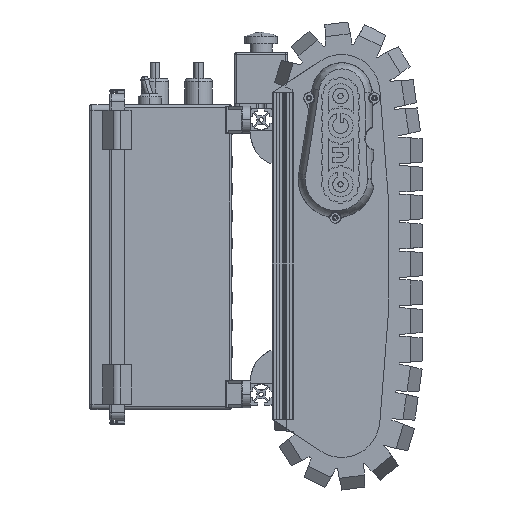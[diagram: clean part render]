
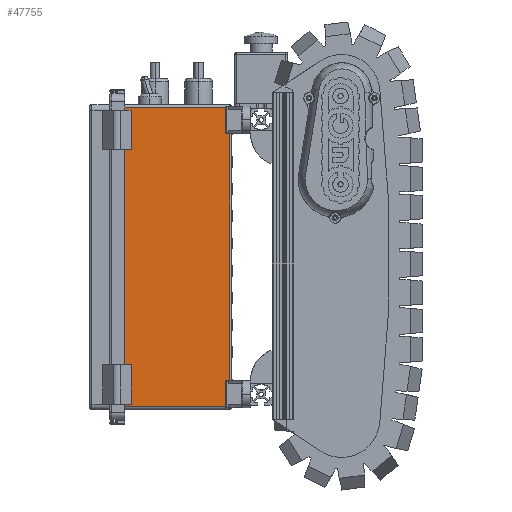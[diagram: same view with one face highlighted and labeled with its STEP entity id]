
A CAD part, left-side view. The second image highlights one B-rep face of the part: STEP entity #47755.
In plain terms, the highlighted face is planar.
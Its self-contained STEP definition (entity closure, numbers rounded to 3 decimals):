
#478 = VERTEX_POINT ( 'NONE', #30468 ) ;
#621 = CARTESIAN_POINT ( 'NONE',  ( 10., -12.5, -190. ) ) ;
#657 = CARTESIAN_POINT ( 'NONE',  ( 249., -6.5, -190. ) ) ;
#1056 = VERTEX_POINT ( 'NONE', #14336 ) ;
#1175 = LINE ( 'NONE', #19466, #16539 ) ;
#2525 = VERTEX_POINT ( 'NONE', #61276 ) ;
#4310 = LINE ( 'NONE', #23871, #6459 ) ;
#4543 = CARTESIAN_POINT ( 'NONE',  ( 51., -12.5, -190. ) ) ;
#4774 = CARTESIAN_POINT ( 'NONE',  ( 13., -6.5, -190. ) ) ;
#5204 = CARTESIAN_POINT ( 'NONE',  ( 249., -12.5, -190. ) ) ;
#6459 = VECTOR ( 'NONE', #53059, 1000. ) ;
#6941 = EDGE_CURVE ( 'NONE', #63037, #59276, #25132, .T. ) ;
#7312 = DIRECTION ( 'NONE',  ( 0., 1., 0. ) ) ;
#7538 = LINE ( 'NONE', #17144, #8486 ) ;
#8486 = VECTOR ( 'NONE', #55335, 1000. ) ;
#9322 = CARTESIAN_POINT ( 'NONE',  ( 287., -104.5, -190. ) ) ;
#9503 = VERTEX_POINT ( 'NONE', #5204 ) ;
#9959 = FACE_OUTER_BOUND ( 'NONE', #41281, .T. ) ;
#10111 = ORIENTED_EDGE ( 'NONE', *, *, #51344, .F. ) ;
#10513 = VERTEX_POINT ( 'NONE', #60440 ) ;
#10584 = LINE ( 'NONE', #621, #42612 ) ;
#12062 = LINE ( 'NONE', #55679, #63414 ) ;
#12650 = EDGE_CURVE ( 'NONE', #30007, #63037, #29801, .T. ) ;
#12757 = CARTESIAN_POINT ( 'NONE',  ( 249., -104.5, -190. ) ) ;
#13480 = ORIENTED_EDGE ( 'NONE', *, *, #52629, .T. ) ;
#13531 = CARTESIAN_POINT ( 'NONE',  ( 10., -104.5, -190. ) ) ;
#13547 = ORIENTED_EDGE ( 'NONE', *, *, #44891, .T. ) ;
#13891 = ORIENTED_EDGE ( 'NONE', *, *, #37184, .F. ) ;
#14152 = DIRECTION ( 'NONE',  ( 1., 0., 0. ) ) ;
#14182 = CARTESIAN_POINT ( 'NONE',  ( 15., -6.5, -190. ) ) ;
#14304 = VECTOR ( 'NONE', #41953, 1000. ) ;
#14336 = CARTESIAN_POINT ( 'NONE',  ( 285., -12.5, -190. ) ) ;
#15049 = CARTESIAN_POINT ( 'NONE',  ( 13., -104.5, -190. ) ) ;
#15917 = DIRECTION ( 'NONE',  ( 1., 0., 0. ) ) ;
#16260 = ORIENTED_EDGE ( 'NONE', *, *, #44643, .F. ) ;
#16539 = VECTOR ( 'NONE', #39035, 1000. ) ;
#17144 = CARTESIAN_POINT ( 'NONE',  ( 285., -104.5, -190. ) ) ;
#17426 = VECTOR ( 'NONE', #57087, 1000. ) ;
#19466 = CARTESIAN_POINT ( 'NONE',  ( 10., -12.5, -190. ) ) ;
#20041 = DIRECTION ( 'NONE',  ( 1., 0., 0. ) ) ;
#22300 = ORIENTED_EDGE ( 'NONE', *, *, #31303, .F. ) ;
#23871 = CARTESIAN_POINT ( 'NONE',  ( 51., -104.5, -190. ) ) ;
#24575 = EDGE_CURVE ( 'NONE', #1056, #2525, #7538, .T. ) ;
#24714 = EDGE_CURVE ( 'NONE', #30277, #478, #4310, .T. ) ;
#24871 = LINE ( 'NONE', #57902, #39767 ) ;
#25132 = LINE ( 'NONE', #55270, #43705 ) ;
#27189 = LINE ( 'NONE', #12757, #52123 ) ;
#27537 = ORIENTED_EDGE ( 'NONE', *, *, #24714, .T. ) ;
#28480 = LINE ( 'NONE', #57338, #14304 ) ;
#29801 = LINE ( 'NONE', #15049, #61977 ) ;
#30007 = VERTEX_POINT ( 'NONE', #40196 ) ;
#30277 = VERTEX_POINT ( 'NONE', #4543 ) ;
#30468 = CARTESIAN_POINT ( 'NONE',  ( 51., -6.5, -190. ) ) ;
#31106 = EDGE_CURVE ( 'NONE', #62461, #30007, #47706, .T. ) ;
#31303 = EDGE_CURVE ( 'NONE', #30277, #10513, #1175, .T. ) ;
#33390 = PLANE ( 'NONE',  #60153 ) ;
#34316 = DIRECTION ( 'NONE',  ( 0., 0., 1. ) ) ;
#34606 = DIRECTION ( 'NONE',  ( 0., 1., 0. ) ) ;
#35256 = DIRECTION ( 'NONE',  ( -1., 0., 0. ) ) ;
#35926 = VERTEX_POINT ( 'NONE', #657 ) ;
#37184 = EDGE_CURVE ( 'NONE', #1056, #9503, #10584, .T. ) ;
#38077 = VERTEX_POINT ( 'NONE', #41409 ) ;
#39035 = DIRECTION ( 'NONE',  ( -1., 0., 0. ) ) ;
#39167 = ORIENTED_EDGE ( 'NONE', *, *, #6941, .T. ) ;
#39767 = VECTOR ( 'NONE', #20041, 1000. ) ;
#39946 = EDGE_CURVE ( 'NONE', #478, #35926, #24871, .T. ) ;
#40196 = CARTESIAN_POINT ( 'NONE',  ( 13., -103., -190. ) ) ;
#40562 = ORIENTED_EDGE ( 'NONE', *, *, #31106, .T. ) ;
#41112 = VECTOR ( 'NONE', #57002, 1000. ) ;
#41281 = EDGE_LOOP ( 'NONE', ( #13891, #50608, #13547, #13480, #40562, #43239, #39167, #16260, #22300, #27537, #48386, #10111 ) ) ;
#41409 = CARTESIAN_POINT ( 'NONE',  ( 287., -6.5, -190. ) ) ;
#41953 = DIRECTION ( 'NONE',  ( 0., 1., 0. ) ) ;
#42612 = VECTOR ( 'NONE', #35256, 1000. ) ;
#43223 = CARTESIAN_POINT ( 'NONE',  ( 13., -103., -190. ) ) ;
#43239 = ORIENTED_EDGE ( 'NONE', *, *, #12650, .T. ) ;
#43705 = VECTOR ( 'NONE', #50464, 1000. ) ;
#44643 = EDGE_CURVE ( 'NONE', #10513, #59276, #28480, .T. ) ;
#44891 = EDGE_CURVE ( 'NONE', #2525, #38077, #12062, .T. ) ;
#46024 = CARTESIAN_POINT ( 'NONE',  ( 287., -103., -190. ) ) ;
#47477 = LINE ( 'NONE', #9322, #17426 ) ;
#47706 = LINE ( 'NONE', #43223, #41112 ) ;
#47755 = ADVANCED_FACE ( 'NONE', ( #9959 ), #33390, .F. ) ;
#48386 = ORIENTED_EDGE ( 'NONE', *, *, #39946, .T. ) ;
#50464 = DIRECTION ( 'NONE',  ( 1., 0., 0. ) ) ;
#50608 = ORIENTED_EDGE ( 'NONE', *, *, #24575, .T. ) ;
#51344 = EDGE_CURVE ( 'NONE', #9503, #35926, #27189, .T. ) ;
#52123 = VECTOR ( 'NONE', #7312, 1000. ) ;
#52629 = EDGE_CURVE ( 'NONE', #38077, #62461, #47477, .T. ) ;
#53059 = DIRECTION ( 'NONE',  ( 0., 1., 0. ) ) ;
#55270 = CARTESIAN_POINT ( 'NONE',  ( 10., -6.5, -190. ) ) ;
#55335 = DIRECTION ( 'NONE',  ( 0., 1., 0. ) ) ;
#55679 = CARTESIAN_POINT ( 'NONE',  ( 10., -6.5, -190. ) ) ;
#57002 = DIRECTION ( 'NONE',  ( -1., 0., 0. ) ) ;
#57087 = DIRECTION ( 'NONE',  ( 0., -1., 0. ) ) ;
#57338 = CARTESIAN_POINT ( 'NONE',  ( 15., -104.5, -190. ) ) ;
#57902 = CARTESIAN_POINT ( 'NONE',  ( 10., -6.5, -190. ) ) ;
#59276 = VERTEX_POINT ( 'NONE', #14182 ) ;
#60153 = AXIS2_PLACEMENT_3D ( 'NONE', #13531, #34316, #14152 ) ;
#60440 = CARTESIAN_POINT ( 'NONE',  ( 15., -12.5, -190. ) ) ;
#61276 = CARTESIAN_POINT ( 'NONE',  ( 285., -6.5, -190. ) ) ;
#61977 = VECTOR ( 'NONE', #34606, 1000. ) ;
#62461 = VERTEX_POINT ( 'NONE', #46024 ) ;
#63037 = VERTEX_POINT ( 'NONE', #4774 ) ;
#63414 = VECTOR ( 'NONE', #15917, 1000. ) ;
